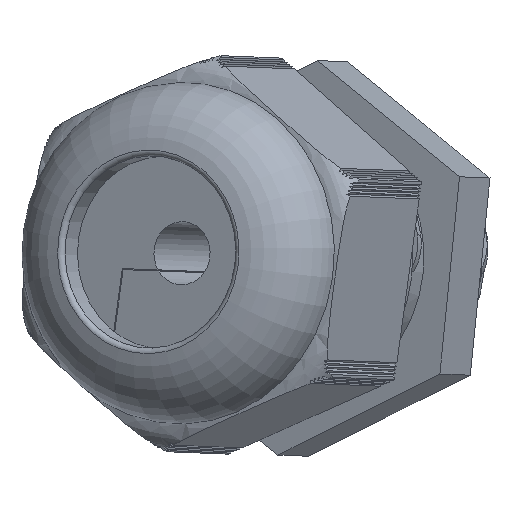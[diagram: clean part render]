
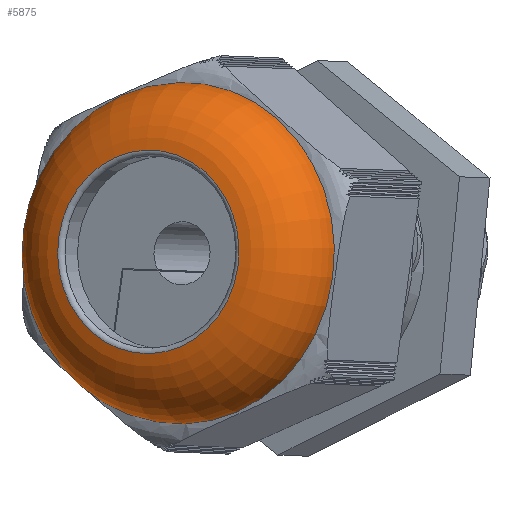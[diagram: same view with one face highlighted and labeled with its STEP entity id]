
A CAD part, top view. The second image highlights one B-rep face of the part: STEP entity #5875.
In plain terms, the highlighted toroidal (fillet/blend) face has major radius 9.11 mm and minor radius 7.13 mm.
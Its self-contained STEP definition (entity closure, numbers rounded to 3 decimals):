
#27=TOROIDAL_SURFACE('',#6383,9.11,7.13);
#54=FACE_BOUND('',#968,.T.);
#287=CIRCLE('',#6360,16.24);
#288=CIRCLE('',#6361,16.24);
#292=CIRCLE('',#6382,9.685);
#635=FACE_OUTER_BOUND('',#967,.T.);
#967=EDGE_LOOP('',(#4654));
#968=EDGE_LOOP('',(#4655,#4656));
#2540=VERTEX_POINT('',#10825);
#2541=VERTEX_POINT('',#10826);
#2545=VERTEX_POINT('',#10864);
#3270=EDGE_CURVE('',#2540,#2541,#287,.T.);
#3271=EDGE_CURVE('',#2541,#2540,#288,.T.);
#3287=EDGE_CURVE('',#2545,#2545,#292,.T.);
#4654=ORIENTED_EDGE('',*,*,#3287,.F.);
#4655=ORIENTED_EDGE('',*,*,#3270,.F.);
#4656=ORIENTED_EDGE('',*,*,#3271,.F.);
#5875=ADVANCED_FACE('',(#635,#54),#27,.T.);
#6360=AXIS2_PLACEMENT_3D('',#10827,#7574,#7575);
#6361=AXIS2_PLACEMENT_3D('',#10828,#7576,#7577);
#6382=AXIS2_PLACEMENT_3D('',#10865,#7630,#7631);
#6383=AXIS2_PLACEMENT_3D('',#10866,#7632,#7633);
#7574=DIRECTION('center_axis',(0.,0.,-1.));
#7575=DIRECTION('ref_axis',(-1.,0.,0.));
#7576=DIRECTION('center_axis',(0.,0.,-1.));
#7577=DIRECTION('ref_axis',(-1.,0.,0.));
#7630=DIRECTION('center_axis',(0.,0.,1.));
#7631=DIRECTION('ref_axis',(1.,0.,0.));
#7632=DIRECTION('center_axis',(0.,0.,-1.));
#7633=DIRECTION('ref_axis',(1.,0.,0.));
#10825=CARTESIAN_POINT('',(16.24,0.,0.));
#10826=CARTESIAN_POINT('',(-16.24,0.,0.));
#10827=CARTESIAN_POINT('Origin',(0.,0.,0.));
#10828=CARTESIAN_POINT('Origin',(0.,0.,0.));
#10864=CARTESIAN_POINT('',(-9.685,0.,7.107));
#10865=CARTESIAN_POINT('Origin',(0.,0.,7.107));
#10866=CARTESIAN_POINT('Origin',(0.,0.,0.));
